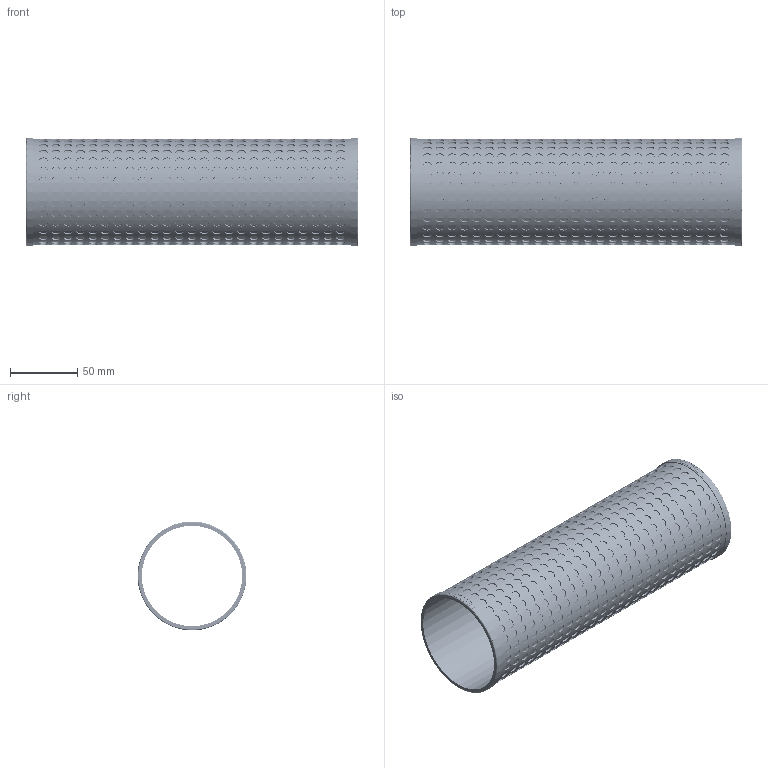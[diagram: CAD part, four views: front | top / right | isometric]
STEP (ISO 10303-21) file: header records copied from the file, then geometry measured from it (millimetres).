
FILE_DESCRIPTION(/* description */ ('2" LST SCREEN 50 MESH W/ PERF SUPPORT'),/* implementation_level */ '2;1');
FILE_NAME(/* name */ 'MLS250SS.stp',/* time_stamp */ '2017-04-10T15:54:34-04:00',/* author */ ('MEG'),/* organization */ (''),/* preprocessor_version */ 'ST-DEVELOPER v16.5',/* originating_system */ 'Autodesk Inventor 2017',/* authorisation */ '');
FILE_SCHEMA (('AUTOMOTIVE_DESIGN { 1 0 10303 214 3 1 1 }'));
Length unit declared in the file: inch
Products named in the file (1): MLS250SS
Bounding box: 246.89 x 80.98 x 80.98 mm (x, y, z)
Volume: 54539.8 mm3; surface area: 214060 mm2
Topology: 4 solids, 4 shells, 1048 faces, 4681 edges, 3595 vertices
Faces by surface type: cylinder 780, bspline 168, plane 98, torus 2
Full cylindrical faces by diameter (mm): 6.35 x750, 74.612 x2, 75.895 x1, 76.403 x1, 76.911 x1, 78.943 x1, 79.451 x2, 80.975 x2
Entity records: 89870 total; most frequent: CARTESIAN_POINT 62101, ORIENTED_EDGE 6184, EDGE_LOOP 3322, EDGE_CURVE 3092, VERTEX_POINT 2818, B_SPLINE_CURVE_WITH_KNOTS 2598, DIRECTION 2414, FACE_BOUND 2274
